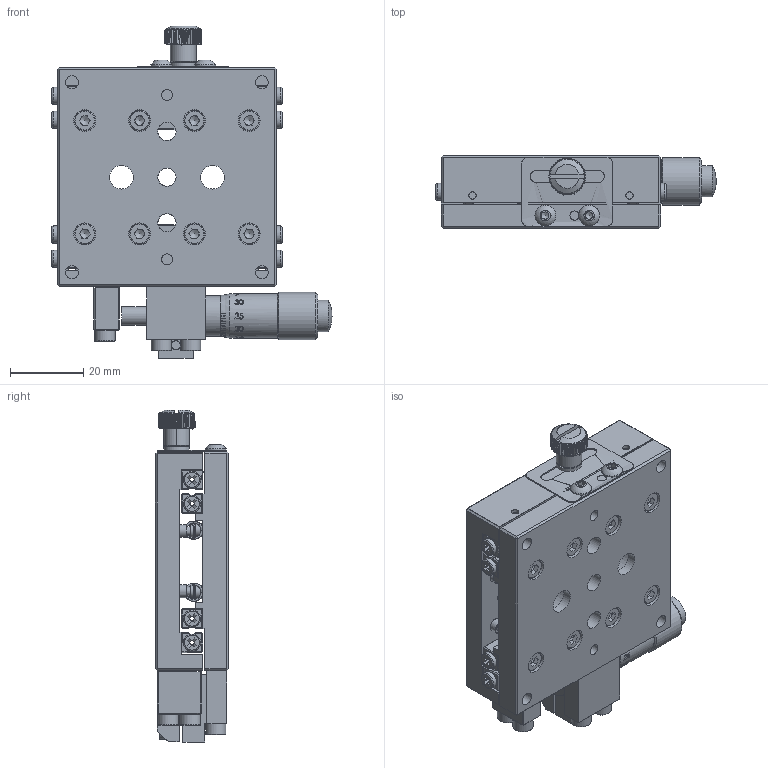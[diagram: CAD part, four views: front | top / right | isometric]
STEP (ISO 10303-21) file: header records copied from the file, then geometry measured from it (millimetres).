
FILE_DESCRIPTION (( 'STEP AP203' ), '1' );
FILE_NAME ('516751 (1).STEP', '2024-12-27T06:42:56', ( 'Windows User' ), ( 'P R C' ), 'SwSTEP 2.0', 'SolidWorks 2020', '' );
FILE_SCHEMA (( 'CONFIG_CONTROL_DESIGN' ));
Products named in the file (1): 516751 (1)
Bounding box: 76.71 x 20 x 90.9 mm (x, y, z)
Surface area: 34827.9 mm2 (no closed solid volume)
Topology: 0 solids, 232 shells, 1228 faces, 4215 edges, 3195 vertices
Faces by surface type: plane 791, cylinder 183, bspline 123, cone 87, torus 41, sphere 3
Full cylindrical faces by diameter (mm): 2 x2, 2.3 x4, 2.5 x14, 2.8 x2, 3 x4, 3.3 x4, 3.5 x8, 4.7 x8, 5 x11, 5.5 x11, 5.6 x2, 5.7 x2, 6 x9, 6.5 x10, 7 x1, 8.6 x1, 9.5 x1, 11 x4, 12.1 x1, 13 x1
Entity records: 85940 total; most frequent: CARTESIAN_POINT 53629, ORIENTED_EDGE 6392, DIRECTION 5282, EDGE_CURVE 3962, VERTEX_POINT 3118, LINE 1982, VECTOR 1982, AXIS2_PLACEMENT_3D 1650
